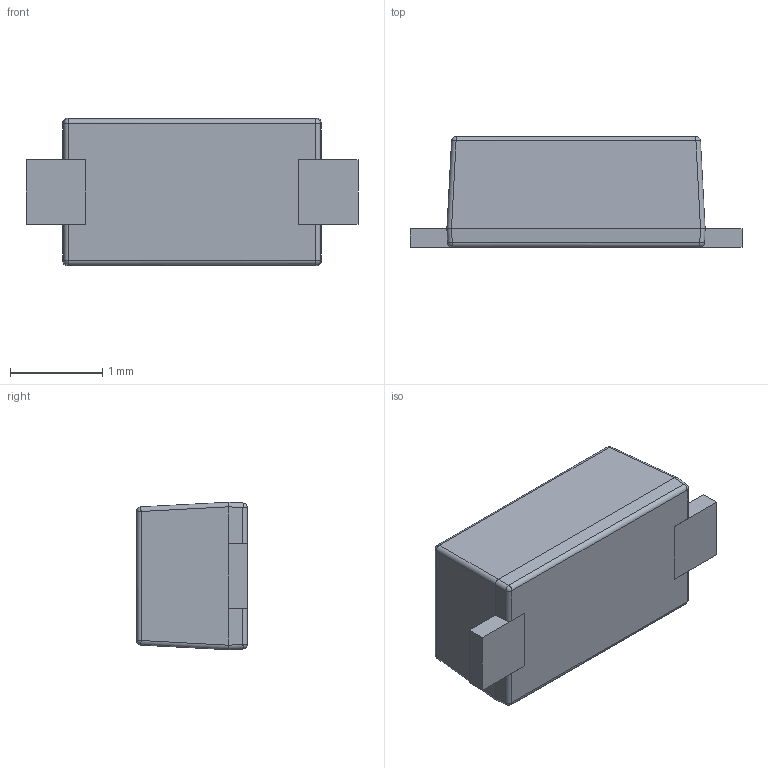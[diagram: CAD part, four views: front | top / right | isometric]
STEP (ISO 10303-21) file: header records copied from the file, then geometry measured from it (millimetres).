
FILE_DESCRIPTION(/* description */ (''),/* implementation_level */ '2;1');
FILE_NAME(/* name */ 'SOD-12~2',/* time_stamp */ '2023-11-21T15:50:39+08:00',/* author */ (''),/* organization */ (''),/* preprocessor_version */ 'ST-DEVELOPER v16.5',/* originating_system */ '',/* authorisation */ '');
FILE_SCHEMA (('AUTOMOTIVE_DESIGN'));
Length unit declared in the file: millimetre
Products named in the file (3): Document; ��2; ��1
Assembly tree (2 placements, depth 2):
  Document
    ��2
    ��1
Bounding box: 3.6 x 1.2 x 1.6 mm (x, y, z)
Volume: 5.2 mm3; surface area: 21.5 mm2
Topology: 3 solids, 3 shells, 58 faces, 128 edges, 68 vertices
Faces by surface type: plane 32, cylinder 18, bspline 8
Entity records: 1710 total; most frequent: CARTESIAN_POINT 761, ORIENTED_EDGE 240, EDGE_CURVE 120, B_SPLINE_CURVE_WITH_KNOTS 88, VERTEX_POINT 68, DIRECTION 64, ADVANCED_FACE 58, FACE_OUTER_BOUND 58
